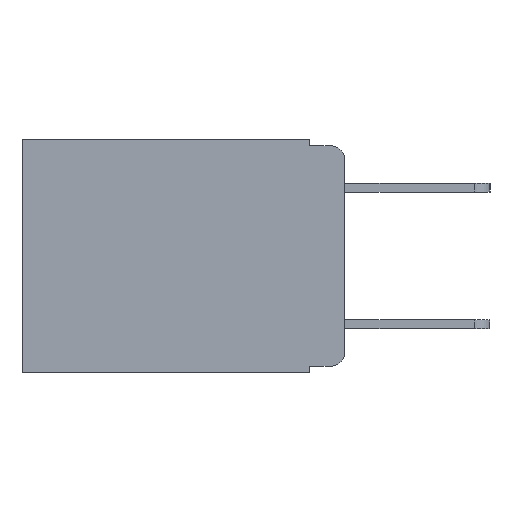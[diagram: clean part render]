
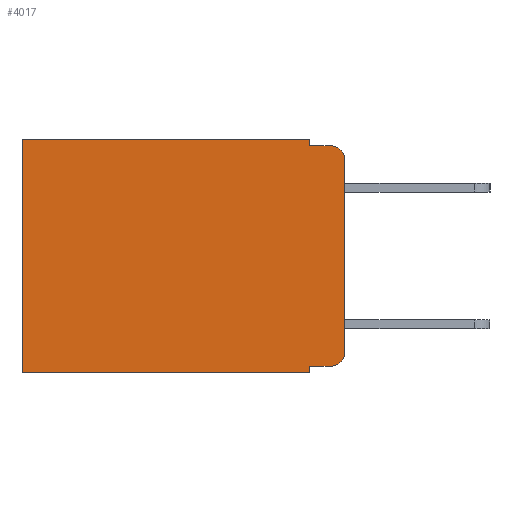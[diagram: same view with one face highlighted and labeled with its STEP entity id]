
A CAD part, left-side view. The second image highlights one B-rep face of the part: STEP entity #4017.
In plain terms, the highlighted planar face has unit normal (-1, 0, 0).
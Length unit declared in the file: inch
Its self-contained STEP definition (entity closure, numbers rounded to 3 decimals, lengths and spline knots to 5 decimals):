
#54 = VERTEX_POINT ( 'NONE', #12824 ) ;
#80 = ORIENTED_EDGE ( 'NONE', *, *, #5799, .F. ) ;
#230 = CARTESIAN_POINT ( 'NONE',  ( 0.298, 0.02, -0.03 ) ) ;
#325 = CIRCLE ( 'NONE', #9378, 0.02 ) ;
#379 = DIRECTION ( 'NONE',  ( 0., 0., -1. ) ) ;
#487 = VERTEX_POINT ( 'NONE', #8723 ) ;
#563 = ORIENTED_EDGE ( 'NONE', *, *, #3639, .F. ) ;
#1006 = EDGE_CURVE ( 'NONE', #54, #14314, #17511, .T. ) ;
#1130 = LINE ( 'NONE', #12067, #8902 ) ;
#1414 = DIRECTION ( 'NONE',  ( 1., 0., 0. ) ) ;
#1467 = CARTESIAN_POINT ( 'NONE',  ( 0.298, 0.051, -0.01 ) ) ;
#1645 = ORIENTED_EDGE ( 'NONE', *, *, #3868, .T. ) ;
#2644 = LINE ( 'NONE', #6319, #5873 ) ;
#2772 = DIRECTION ( 'NONE',  ( 0., -1., 0. ) ) ;
#2903 = ORIENTED_EDGE ( 'NONE', *, *, #15617, .F. ) ;
#3077 = CARTESIAN_POINT ( 'NONE',  ( 0.298, 0.051, -0.01 ) ) ;
#3464 = VERTEX_POINT ( 'NONE', #7382 ) ;
#3637 = CARTESIAN_POINT ( 'NONE',  ( 0.298, 0.051, 0. ) ) ;
#3639 = EDGE_CURVE ( 'NONE', #17818, #3662, #7970, .T. ) ;
#3662 = VERTEX_POINT ( 'NONE', #12251 ) ;
#3868 = EDGE_CURVE ( 'NONE', #17818, #5908, #11570, .T. ) ;
#4017 = ADVANCED_FACE ( 'NONE', ( #15985 ), #10488, .F. ) ;
#4909 = DIRECTION ( 'NONE',  ( 0., 0., -1. ) ) ;
#5033 = CARTESIAN_POINT ( 'NONE',  ( 0.298, 0.02, -0.01 ) ) ;
#5041 = EDGE_CURVE ( 'NONE', #10658, #5908, #14565, .T. ) ;
#5050 = VERTEX_POINT ( 'NONE', #17346 ) ;
#5689 = DIRECTION ( 'NONE',  ( 0., 1., 0. ) ) ;
#5799 = EDGE_CURVE ( 'NONE', #54, #10658, #2644, .T. ) ;
#5834 = EDGE_CURVE ( 'NONE', #14314, #5050, #1130, .T. ) ;
#5852 = LINE ( 'NONE', #13056, #9342 ) ;
#5873 = VECTOR ( 'NONE', #14550, 39.37008 ) ;
#5908 = VERTEX_POINT ( 'NONE', #5033 ) ;
#5982 = EDGE_CURVE ( 'NONE', #487, #6655, #10423, .T. ) ;
#6259 = EDGE_CURVE ( 'NONE', #487, #3464, #5852, .T. ) ;
#6267 = DIRECTION ( 'NONE',  ( -1., 0., 0. ) ) ;
#6319 = CARTESIAN_POINT ( 'NONE',  ( 0.298, 0.051, 0. ) ) ;
#6655 = VERTEX_POINT ( 'NONE', #12820 ) ;
#7267 = ORIENTED_EDGE ( 'NONE', *, *, #5834, .T. ) ;
#7382 = CARTESIAN_POINT ( 'NONE',  ( 0.298, 0.02, -0.333 ) ) ;
#7680 = CARTESIAN_POINT ( 'NONE',  ( 0.298, 0.473, 0. ) ) ;
#7970 = LINE ( 'NONE', #14520, #17623 ) ;
#8723 = CARTESIAN_POINT ( 'NONE',  ( 0.298, 0.051, -0.333 ) ) ;
#8902 = VECTOR ( 'NONE', #4909, 39.37008 ) ;
#9342 = VECTOR ( 'NONE', #2772, 39.37008 ) ;
#9378 = AXIS2_PLACEMENT_3D ( 'NONE', #14513, #6267, #15780 ) ;
#9419 = EDGE_LOOP ( 'NONE', ( #563, #1645, #15618, #80, #12112, #7267, #2903, #16476, #14383, #13836 ) ) ;
#9804 = CARTESIAN_POINT ( 'NONE',  ( 0.298, 0., 0. ) ) ;
#10406 = AXIS2_PLACEMENT_3D ( 'NONE', #13821, #1414, #10759 ) ;
#10423 = LINE ( 'NONE', #3637, #16840 ) ;
#10488 = PLANE ( 'NONE',  #10406 ) ;
#10658 = VERTEX_POINT ( 'NONE', #1467 ) ;
#10759 = DIRECTION ( 'NONE',  ( 0., 0., -1. ) ) ;
#11570 = CIRCLE ( 'NONE', #15110, 0.02 ) ;
#12067 = CARTESIAN_POINT ( 'NONE',  ( 0.298, 0.473, 0. ) ) ;
#12112 = ORIENTED_EDGE ( 'NONE', *, *, #1006, .T. ) ;
#12151 = DIRECTION ( 'NONE',  ( 0., 0., -1. ) ) ;
#12251 = CARTESIAN_POINT ( 'NONE',  ( 0.298, 0., -0.313 ) ) ;
#12820 = CARTESIAN_POINT ( 'NONE',  ( 0.298, 0.051, -0.343 ) ) ;
#12824 = CARTESIAN_POINT ( 'NONE',  ( 0.298, 0.051, 0. ) ) ;
#13056 = CARTESIAN_POINT ( 'NONE',  ( 0.298, 0.051, -0.333 ) ) ;
#13072 = DIRECTION ( 'NONE',  ( 0., 1., 0. ) ) ;
#13768 = VECTOR ( 'NONE', #13072, 39.37008 ) ;
#13821 = CARTESIAN_POINT ( 'NONE',  ( 0.298, 0., 0. ) ) ;
#13836 = ORIENTED_EDGE ( 'NONE', *, *, #17172, .T. ) ;
#13840 = DIRECTION ( 'NONE',  ( -1., 0., 0. ) ) ;
#14154 = LINE ( 'NONE', #17957, #13768 ) ;
#14251 = VECTOR ( 'NONE', #5689, 39.37008 ) ;
#14314 = VERTEX_POINT ( 'NONE', #7680 ) ;
#14383 = ORIENTED_EDGE ( 'NONE', *, *, #6259, .T. ) ;
#14513 = CARTESIAN_POINT ( 'NONE',  ( 0.298, 0.02, -0.313 ) ) ;
#14520 = CARTESIAN_POINT ( 'NONE',  ( 0.298, 0., 0. ) ) ;
#14550 = DIRECTION ( 'NONE',  ( 0., 0., -1. ) ) ;
#14565 = LINE ( 'NONE', #3077, #17062 ) ;
#15110 = AXIS2_PLACEMENT_3D ( 'NONE', #230, #13840, #12151 ) ;
#15617 = EDGE_CURVE ( 'NONE', #6655, #5050, #14154, .T. ) ;
#15618 = ORIENTED_EDGE ( 'NONE', *, *, #5041, .F. ) ;
#15780 = DIRECTION ( 'NONE',  ( 0., 0., -1. ) ) ;
#15985 = FACE_OUTER_BOUND ( 'NONE', #9419, .T. ) ;
#16476 = ORIENTED_EDGE ( 'NONE', *, *, #5982, .F. ) ;
#16670 = DIRECTION ( 'NONE',  ( 0., -1., 0. ) ) ;
#16840 = VECTOR ( 'NONE', #379, 39.37008 ) ;
#16864 = CARTESIAN_POINT ( 'NONE',  ( 0.298, 0., -0.03 ) ) ;
#16889 = DIRECTION ( 'NONE',  ( 0., 0., -1. ) ) ;
#17062 = VECTOR ( 'NONE', #16670, 39.37008 ) ;
#17172 = EDGE_CURVE ( 'NONE', #3464, #3662, #325, .T. ) ;
#17346 = CARTESIAN_POINT ( 'NONE',  ( 0.298, 0.473, -0.343 ) ) ;
#17511 = LINE ( 'NONE', #9804, #14251 ) ;
#17623 = VECTOR ( 'NONE', #16889, 39.37008 ) ;
#17818 = VERTEX_POINT ( 'NONE', #16864 ) ;
#17957 = CARTESIAN_POINT ( 'NONE',  ( 0.298, 0., -0.343 ) ) ;
